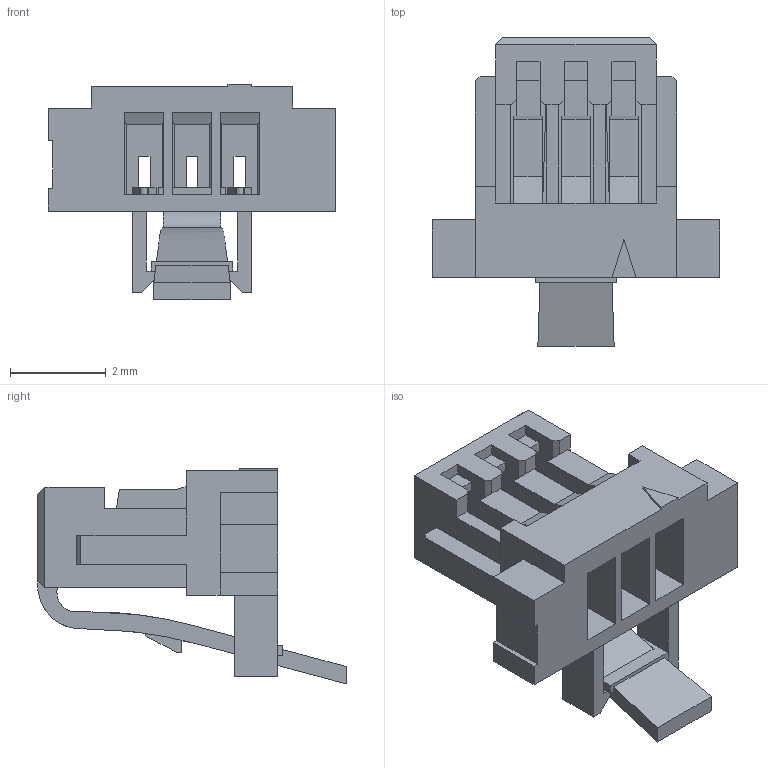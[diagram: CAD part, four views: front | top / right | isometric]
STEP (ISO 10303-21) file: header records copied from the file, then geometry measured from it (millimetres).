
FILE_DESCRIPTION(/* description */ ('STEP AP203'),/* implementation_level */ '2;1');
FILE_NAME(/* name */ 'ISS1-03-L',/* time_stamp */ '2023-07-28T22:43:50+02:00',/* author */ ('License CC BY-ND 4.0'),/* organization */ ('CADENAS'),/* preprocessor_version */ 'ST-DEVELOPER v19.3',/* originating_system */ 'PARTsolutions',/* authorisation */ ' ');
FILE_SCHEMA (('CONFIG_CONTROL_DESIGN'));
Length unit declared in the file: millimetre
Products named in the file (3): ISS1-03-L; ISS1-03-L-latch; ISS1-03-Lbody
Assembly tree (2 placements, depth 2):
  ISS1-03-L
    ISS1-03-L-latch
    ISS1-03-Lbody
Bounding box: 6 x 6.43 x 4.5 mm (x, y, z)
Volume: 34.9 mm3; surface area: 214.6 mm2
Topology: 2 solids, 2 shells, 210 faces, 609 edges, 398 vertices
Faces by surface type: plane 201, cylinder 9
Entity records: 6860 total; most frequent: CARTESIAN_POINT 1220, ORIENTED_EDGE 1218, DIRECTION 1055, EDGE_CURVE 609, LINE 589, VECTOR 589, VERTEX_POINT 398, AXIS2_PLACEMENT_3D 233
